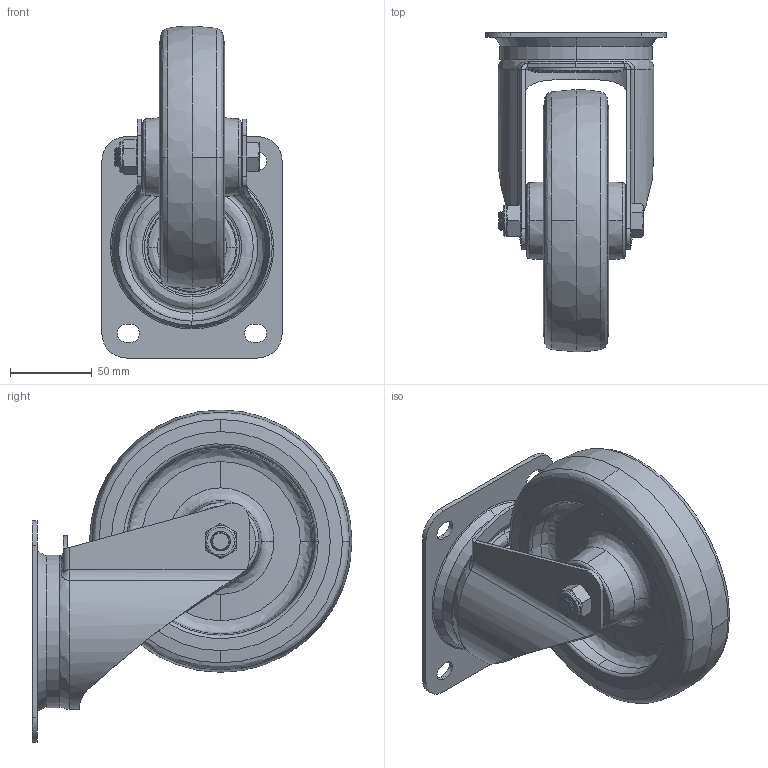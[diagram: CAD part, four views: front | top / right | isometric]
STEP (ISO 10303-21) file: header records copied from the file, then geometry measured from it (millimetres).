
FILE_DESCRIPTION (( 'STEP AP214' ), '1' );
FILE_NAME ('0056726.step', '2024-04-04T07:12:57', ( '' ), ( '' ), 'SwSTEP 2.0', 'SolidWorks 2020', '' );
FILE_SCHEMA (( 'AUTOMOTIVE_DESIGN' ));
Length unit declared in the file: millimetre
Products named in the file (1): 0056726
Bounding box: 110 x 194.98 x 202.48 mm (x, y, z)
Surface area: 150548.3 mm2 (no closed solid volume)
Topology: 0 solids, 5 shells, 316 faces, 807 edges, 512 vertices
Faces by surface type: bspline 126, cylinder 70, plane 64, cone 52, torus 4
Entity records: 38961 total; most frequent: CARTESIAN_POINT 31686, ORIENTED_EDGE 1602, DIRECTION 1126, EDGE_CURVE 803, VERTEX_POINT 510, AXIS2_PLACEMENT_3D 471, EDGE_LOOP 343, B_SPLINE_CURVE_WITH_KNOTS 317
